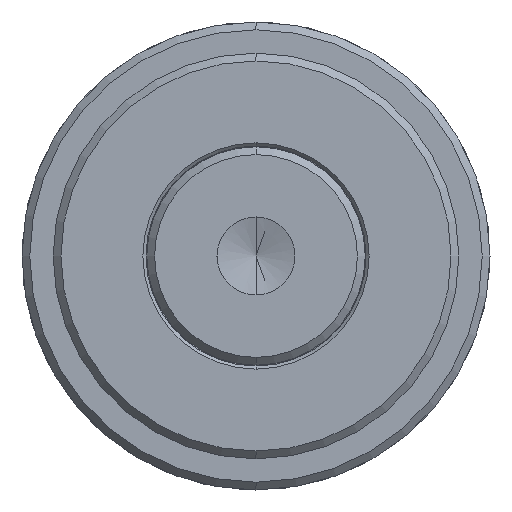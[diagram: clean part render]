
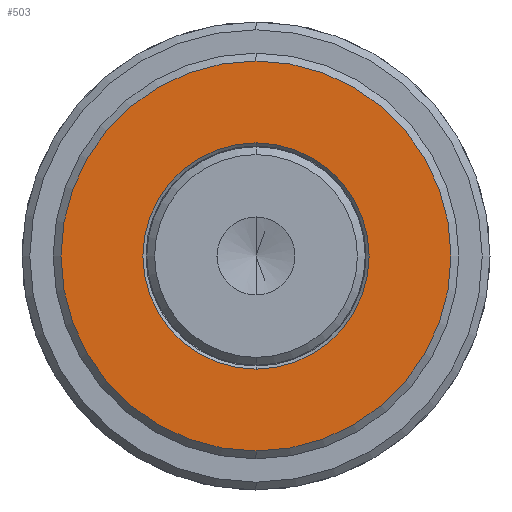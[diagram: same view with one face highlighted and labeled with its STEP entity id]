
A CAD part, front view. The second image highlights one B-rep face of the part: STEP entity #503.
In plain terms, the highlighted planar face has unit normal (0, -1, 0).
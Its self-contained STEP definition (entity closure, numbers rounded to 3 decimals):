
#41 = CIRCLE ( 'NONE', #10120, 7.25 ) ;
#503 = ADVANCED_FACE ( 'NONE', ( #10684, #8406 ), #10671, .F. ) ;
#591 = AXIS2_PLACEMENT_3D ( 'NONE', #3295, #1661, #6871 ) ;
#673 = CARTESIAN_POINT ( 'NONE',  ( 0., 0., 0. ) ) ;
#1170 = VERTEX_POINT ( 'NONE', #7027 ) ;
#1449 = DIRECTION ( 'NONE',  ( 0., 0., -1. ) ) ;
#1661 = DIRECTION ( 'NONE',  ( 0., -1., 0. ) ) ;
#3295 = CARTESIAN_POINT ( 'NONE',  ( 0., 0., 0. ) ) ;
#3890 = AXIS2_PLACEMENT_3D ( 'NONE', #5572, #8055, #8999 ) ;
#4254 = VERTEX_POINT ( 'NONE', #10759 ) ;
#4278 = DIRECTION ( 'NONE',  ( 0., -1., 0. ) ) ;
#4924 = ORIENTED_EDGE ( 'NONE', *, *, #8664, .F. ) ;
#5223 = CARTESIAN_POINT ( 'NONE',  ( 0., 0., 7.25 ) ) ;
#5572 = CARTESIAN_POINT ( 'NONE',  ( -12.5, 0., 0. ) ) ;
#6053 = CARTESIAN_POINT ( 'NONE',  ( 0., 0., 0. ) ) ;
#6308 = ORIENTED_EDGE ( 'NONE', *, *, #8185, .T. ) ;
#6458 = VERTEX_POINT ( 'NONE', #9609 ) ;
#6700 = ORIENTED_EDGE ( 'NONE', *, *, #7106, .F. ) ;
#6868 = AXIS2_PLACEMENT_3D ( 'NONE', #6053, #8532, #9377 ) ;
#6871 = DIRECTION ( 'NONE',  ( 0., 0., -1. ) ) ;
#7027 = CARTESIAN_POINT ( 'NONE',  ( 0., 0., -12.5 ) ) ;
#7106 = EDGE_CURVE ( 'NONE', #10152, #4254, #8977, .T. ) ;
#7647 = DIRECTION ( 'NONE',  ( 0., 0., -1. ) ) ;
#7719 = EDGE_LOOP ( 'NONE', ( #4924, #6700 ) ) ;
#7829 = CIRCLE ( 'NONE', #9604, 12.5 ) ;
#8055 = DIRECTION ( 'NONE',  ( 0., 1., 0. ) ) ;
#8175 = EDGE_CURVE ( 'NONE', #1170, #6458, #9991, .T. ) ;
#8185 = EDGE_CURVE ( 'NONE', #6458, #1170, #7829, .T. ) ;
#8406 = FACE_OUTER_BOUND ( 'NONE', #10241, .T. ) ;
#8523 = ORIENTED_EDGE ( 'NONE', *, *, #8175, .T. ) ;
#8532 = DIRECTION ( 'NONE',  ( 0., -1., 0. ) ) ;
#8664 = EDGE_CURVE ( 'NONE', #4254, #10152, #41, .T. ) ;
#8977 = CIRCLE ( 'NONE', #6868, 7.25 ) ;
#8999 = DIRECTION ( 'NONE',  ( 0., 0., 1. ) ) ;
#9082 = DIRECTION ( 'NONE',  ( 0., -1., 0. ) ) ;
#9377 = DIRECTION ( 'NONE',  ( 0., 0., -1. ) ) ;
#9604 = AXIS2_PLACEMENT_3D ( 'NONE', #10228, #4278, #7647 ) ;
#9609 = CARTESIAN_POINT ( 'NONE',  ( 0., 0., 12.5 ) ) ;
#9991 = CIRCLE ( 'NONE', #591, 12.5 ) ;
#10120 = AXIS2_PLACEMENT_3D ( 'NONE', #673, #9082, #1449 ) ;
#10152 = VERTEX_POINT ( 'NONE', #5223 ) ;
#10228 = CARTESIAN_POINT ( 'NONE',  ( 0., 0., 0. ) ) ;
#10241 = EDGE_LOOP ( 'NONE', ( #6308, #8523 ) ) ;
#10671 = PLANE ( 'NONE',  #3890 ) ;
#10684 = FACE_BOUND ( 'NONE', #7719, .T. ) ;
#10759 = CARTESIAN_POINT ( 'NONE',  ( 0., 0., -7.25 ) ) ;
